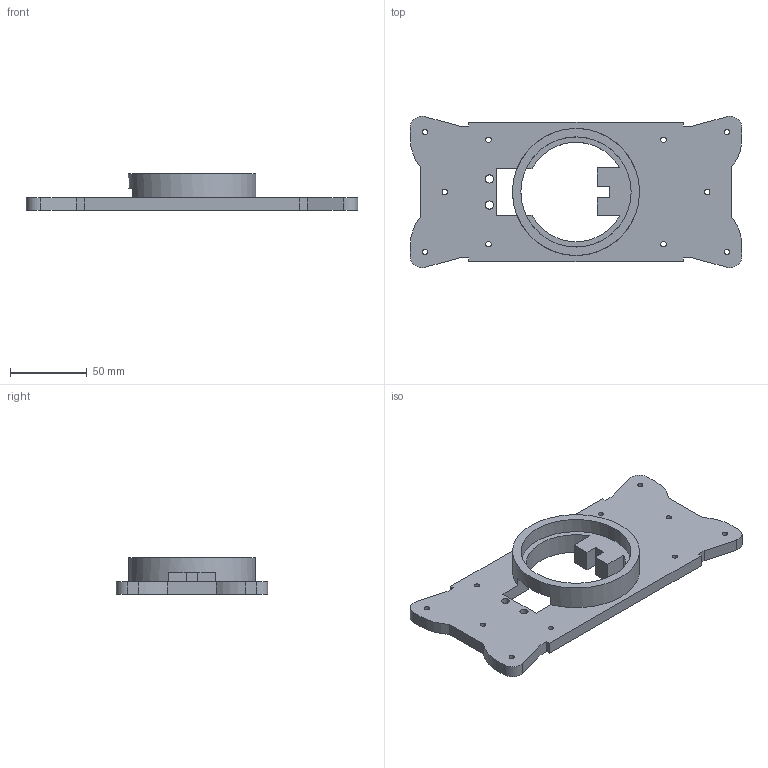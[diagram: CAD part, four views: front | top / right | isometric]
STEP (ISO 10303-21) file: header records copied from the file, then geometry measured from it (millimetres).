
FILE_DESCRIPTION(/* description */ (''),/* implementation_level */ '2;1');
FILE_NAME(/* name */ 'tapaa_a_servo_2 v1.step',/* time_stamp */ '2025-11-06T19:06:15-06:00',/* author */ (''),/* organization */ (''),/* preprocessor_version */ 'ST-DEVELOPER v20.1',/* originating_system */ 'Autodesk Translation Framework v14.17.0.0',/* authorisation */ '');
FILE_SCHEMA (('AUTOMOTIVE_DESIGN { 1 0 10303 214 3 1 1 }'));
Length unit declared in the file: millimetre
Products named in the file (1): tapaa_a_servo_2
Bounding box: 216.48 x 98.88 x 23.7 mm (x, y, z)
Volume: 150909.9 mm3; surface area: 47884 mm2
Topology: 1 solids, 1 shells, 63 faces, 180 edges, 120 vertices
Faces by surface type: plane 37, cylinder 26
Full cylindrical faces by diameter (mm): 3.5 x10, 5.3 x4, 72 x1, 83 x1
Entity records: 2159 total; most frequent: DIRECTION 364, CARTESIAN_POINT 364, ORIENTED_EDGE 360, EDGE_CURVE 180, LINE 124, VECTOR 124, VERTEX_POINT 120, AXIS2_PLACEMENT_3D 120
